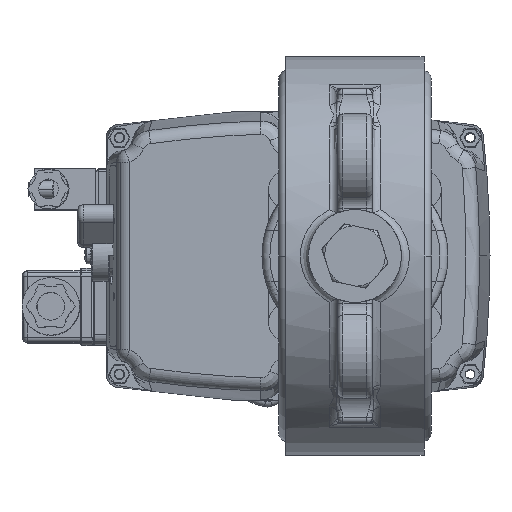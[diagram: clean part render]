
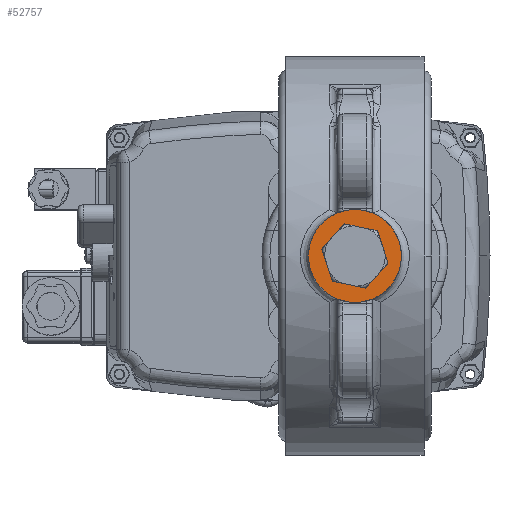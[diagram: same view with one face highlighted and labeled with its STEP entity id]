
A CAD part, front view. The second image highlights one B-rep face of the part: STEP entity #52757.
In plain terms, the highlighted planar face has unit normal (0, -1, 0).
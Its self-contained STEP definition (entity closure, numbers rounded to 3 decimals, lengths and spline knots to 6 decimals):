
#425 = FACE_BOUND ( 'NONE', #85260, .T. ) ;
#1794 = EDGE_CURVE ( 'NONE', #46027, #85977, #83602, .T. ) ;
#2233 = DIRECTION ( 'NONE',  ( 0., 1., 0. ) ) ;
#3482 = VERTEX_POINT ( 'NONE', #26404 ) ;
#4095 = CARTESIAN_POINT ( 'NONE',  ( -0.038572, -0.15381, 0.318773 ) ) ;
#4857 = ORIENTED_EDGE ( 'NONE', *, *, #51734, .F. ) ;
#7024 = ORIENTED_EDGE ( 'NONE', *, *, #33449, .F. ) ;
#7417 = CARTESIAN_POINT ( 'NONE',  ( -0.036071, -0.15381, 0.314576 ) ) ;
#10464 = VERTEX_POINT ( 'NONE', #101239 ) ;
#10914 = ORIENTED_EDGE ( 'NONE', *, *, #65788, .F. ) ;
#12343 = AXIS2_PLACEMENT_3D ( 'NONE', #70452, #78848, #61469 ) ;
#12354 = VERTEX_POINT ( 'NONE', #70885 ) ;
#13188 = DIRECTION ( 'NONE',  ( -0.31, 0., 0.951 ) ) ;
#14136 = VECTOR ( 'NONE', #58314, 1. ) ;
#15019 = VECTOR ( 'NONE', #13188, 1. ) ;
#16037 = DIRECTION ( 'NONE',  ( 0., 1., 0. ) ) ;
#16250 = LINE ( 'NONE', #73664, #69155 ) ;
#16448 = EDGE_CURVE ( 'NONE', #57312, #46027, #40755, .T. ) ;
#17794 = CARTESIAN_POINT ( 'NONE',  ( -0.045486, -0.15381, 0.3025 ) ) ;
#17898 = CIRCLE ( 'NONE', #89756, 0.0175 ) ;
#18011 = DIRECTION ( 'NONE',  ( 0., 1., 0. ) ) ;
#18641 = EDGE_CURVE ( 'NONE', #68549, #10464, #109228, .T. ) ;
#19758 = VERTEX_POINT ( 'NONE', #25939 ) ;
#19761 = CARTESIAN_POINT ( 'NONE',  ( -0.044562, -0.15381, 0.30513 ) ) ;
#21762 = CARTESIAN_POINT ( 'NONE',  ( -0.019709, -0.15381, 0.299869 ) ) ;
#22038 = ORIENTED_EDGE ( 'NONE', *, *, #48741, .F. ) ;
#22566 = EDGE_CURVE ( 'NONE', #49703, #12354, #64640, .T. ) ;
#24926 = ORIENTED_EDGE ( 'NONE', *, *, #1794, .F. ) ;
#24996 = EDGE_CURVE ( 'NONE', #3482, #49703, #63215, .T. ) ;
#25939 = CARTESIAN_POINT ( 'NONE',  ( -0.0282, -0.15381, 0.290423 ) ) ;
#26404 = CARTESIAN_POINT ( 'NONE',  ( -0.025699, -0.15381, 0.318773 ) ) ;
#26464 = CARTESIAN_POINT ( 'NONE',  ( -0.032136, -0.15381, 0.3025 ) ) ;
#26816 = PLANE ( 'NONE',  #78291 ) ;
#33370 = DIRECTION ( 'NONE',  ( 0., 1., 0. ) ) ;
#33449 = EDGE_CURVE ( 'NONE', #85977, #54019, #44507, .T. ) ;
#33932 = CARTESIAN_POINT ( 'NONE',  ( -0.032136, -0.15381, 0.3025 ) ) ;
#34131 = LINE ( 'NONE', #59999, #59189 ) ;
#34485 = DIRECTION ( 'NONE',  ( 0., 0., 1. ) ) ;
#34617 = ORIENTED_EDGE ( 'NONE', *, *, #100522, .F. ) ;
#34670 = FACE_OUTER_BOUND ( 'NONE', #76876, .T. ) ;
#40755 = LINE ( 'NONE', #56501, #97689 ) ;
#44507 = LINE ( 'NONE', #19761, #72055 ) ;
#46027 = VERTEX_POINT ( 'NONE', #7417 ) ;
#46978 = ORIENTED_EDGE ( 'NONE', *, *, #22566, .F. ) ;
#48320 = CARTESIAN_POINT ( 'NONE',  ( -0.023644, -0.15381, 0.311946 ) ) ;
#48741 = EDGE_CURVE ( 'NONE', #67603, #57312, #72778, .T. ) ;
#49703 = VERTEX_POINT ( 'NONE', #96864 ) ;
#51437 = CARTESIAN_POINT ( 'NONE',  ( -0.032136, -0.15381, 0.3025 ) ) ;
#51734 = EDGE_CURVE ( 'NONE', #54019, #19758, #16250, .T. ) ;
#52757 = ADVANCED_FACE ( 'NONE', ( #425, #34670 ), #26816, .T. ) ;
#54019 = VERTEX_POINT ( 'NONE', #70907 ) ;
#56501 = CARTESIAN_POINT ( 'NONE',  ( -0.023644, -0.15381, 0.311946 ) ) ;
#57031 = CARTESIAN_POINT ( 'NONE',  ( -0.019709, -0.15381, 0.299869 ) ) ;
#57312 = VERTEX_POINT ( 'NONE', #48320 ) ;
#57618 = DIRECTION ( 'NONE',  ( -0.978, 0., 0.207 ) ) ;
#58314 = DIRECTION ( 'NONE',  ( -0.669, 0., -0.744 ) ) ;
#58380 = AXIS2_PLACEMENT_3D ( 'NONE', #104503, #2233, #102288 ) ;
#59189 = VECTOR ( 'NONE', #85290, 1. ) ;
#59956 = ORIENTED_EDGE ( 'NONE', *, *, #64746, .F. ) ;
#59999 = CARTESIAN_POINT ( 'NONE',  ( -0.0282, -0.15381, 0.290423 ) ) ;
#61469 = DIRECTION ( 'NONE',  ( 0., 0., 1. ) ) ;
#63215 = CIRCLE ( 'NONE', #70317, 0.0175 ) ;
#64640 = CIRCLE ( 'NONE', #107711, 0.0175 ) ;
#64746 = EDGE_CURVE ( 'NONE', #19758, #67603, #34131, .T. ) ;
#65239 = DIRECTION ( 'NONE',  ( 0.978, 0., -0.207 ) ) ;
#65788 = EDGE_CURVE ( 'NONE', #10464, #3482, #17898, .T. ) ;
#66767 = CARTESIAN_POINT ( 'NONE',  ( -0.044562, -0.15381, 0.30513 ) ) ;
#67352 = CIRCLE ( 'NONE', #58380, 0.0175 ) ;
#67603 = VERTEX_POINT ( 'NONE', #21762 ) ;
#68106 = ORIENTED_EDGE ( 'NONE', *, *, #24996, .F. ) ;
#68549 = VERTEX_POINT ( 'NONE', #4095 ) ;
#69155 = VECTOR ( 'NONE', #65239, 1. ) ;
#69232 = DIRECTION ( 'NONE',  ( 0.31, 0., -0.951 ) ) ;
#69511 = DIRECTION ( 'NONE',  ( 0., 0., -1. ) ) ;
#70317 = AXIS2_PLACEMENT_3D ( 'NONE', #26464, #18011, #86609 ) ;
#70452 = CARTESIAN_POINT ( 'NONE',  ( -0.032136, -0.15381, 0.3025 ) ) ;
#70885 = CARTESIAN_POINT ( 'NONE',  ( -0.038572, -0.15381, 0.286226 ) ) ;
#70907 = CARTESIAN_POINT ( 'NONE',  ( -0.040627, -0.15381, 0.293053 ) ) ;
#72055 = VECTOR ( 'NONE', #69232, 1. ) ;
#72778 = LINE ( 'NONE', #57031, #15019 ) ;
#73664 = CARTESIAN_POINT ( 'NONE',  ( -0.040627, -0.15381, 0.293053 ) ) ;
#75178 = CARTESIAN_POINT ( 'NONE',  ( -0.036071, -0.15381, 0.314576 ) ) ;
#75723 = ORIENTED_EDGE ( 'NONE', *, *, #18641, .F. ) ;
#76876 = EDGE_LOOP ( 'NONE', ( #68106, #10914, #75723, #34617, #46978 ) ) ;
#78291 = AXIS2_PLACEMENT_3D ( 'NONE', #17794, #95372, #69511 ) ;
#78848 = DIRECTION ( 'NONE',  ( 0., 1., 0. ) ) ;
#83602 = LINE ( 'NONE', #75178, #14136 ) ;
#84619 = DIRECTION ( 'NONE',  ( 0., 0., 1. ) ) ;
#85260 = EDGE_LOOP ( 'NONE', ( #24926, #100372, #22038, #59956, #4857, #7024 ) ) ;
#85290 = DIRECTION ( 'NONE',  ( 0.669, 0., 0.744 ) ) ;
#85977 = VERTEX_POINT ( 'NONE', #66767 ) ;
#86609 = DIRECTION ( 'NONE',  ( 0., 0., 1. ) ) ;
#89756 = AXIS2_PLACEMENT_3D ( 'NONE', #51437, #16037, #84619 ) ;
#95372 = DIRECTION ( 'NONE',  ( 0., -1., 0. ) ) ;
#96864 = CARTESIAN_POINT ( 'NONE',  ( -0.025699, -0.15381, 0.286226 ) ) ;
#97689 = VECTOR ( 'NONE', #57618, 1. ) ;
#100372 = ORIENTED_EDGE ( 'NONE', *, *, #16448, .F. ) ;
#100522 = EDGE_CURVE ( 'NONE', #12354, #68549, #67352, .T. ) ;
#101239 = CARTESIAN_POINT ( 'NONE',  ( -0.032136, -0.15381, 0.32 ) ) ;
#102288 = DIRECTION ( 'NONE',  ( 0., 0., 1. ) ) ;
#104503 = CARTESIAN_POINT ( 'NONE',  ( -0.032136, -0.15381, 0.3025 ) ) ;
#107711 = AXIS2_PLACEMENT_3D ( 'NONE', #33932, #33370, #34485 ) ;
#109228 = CIRCLE ( 'NONE', #12343, 0.0175 ) ;
